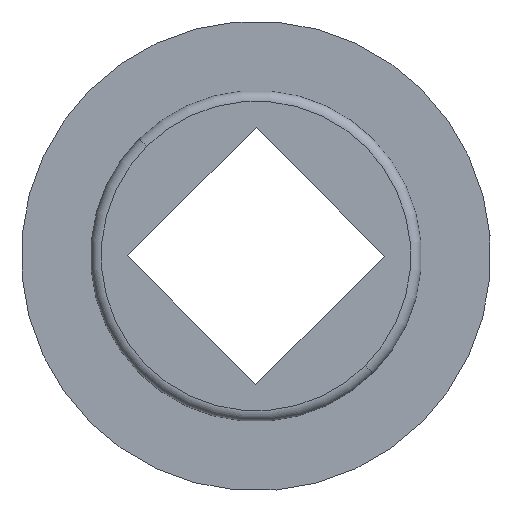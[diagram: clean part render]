
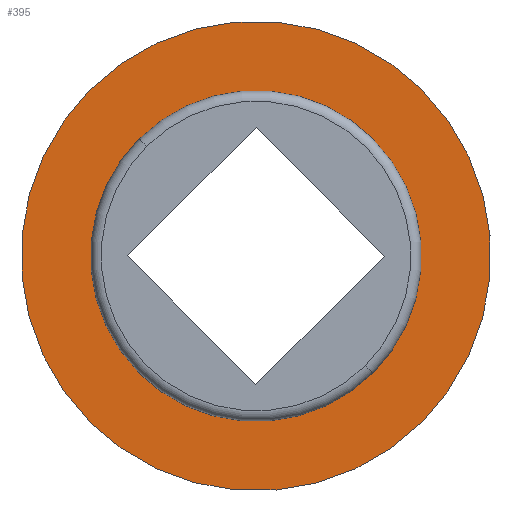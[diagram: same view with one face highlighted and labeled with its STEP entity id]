
A CAD part, front view. The second image highlights one B-rep face of the part: STEP entity #395.
In plain terms, the highlighted planar face has unit normal (0, -1, 0).
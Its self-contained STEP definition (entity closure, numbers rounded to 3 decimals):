
#12 = CARTESIAN_POINT ( 'NONE',  ( 0., 1.8, -11. ) ) ;
#15 = EDGE_CURVE ( 'NONE', #305, #396, #440, .T. ) ;
#28 = EDGE_CURVE ( 'NONE', #109, #102, #30, .T. ) ;
#30 = CIRCLE ( 'NONE', #65, 7.75 ) ;
#31 = ORIENTED_EDGE ( 'NONE', *, *, #138, .T. ) ;
#49 = DIRECTION ( 'NONE',  ( 0., -1., 0. ) ) ;
#62 = EDGE_LOOP ( 'NONE', ( #167, #31 ) ) ;
#64 = DIRECTION ( 'NONE',  ( 0., -1., 0. ) ) ;
#65 = AXIS2_PLACEMENT_3D ( 'NONE', #238, #306, #68 ) ;
#68 = DIRECTION ( 'NONE',  ( 0., 0., -1. ) ) ;
#81 = FACE_OUTER_BOUND ( 'NONE', #62, .T. ) ;
#85 = DIRECTION ( 'NONE',  ( 0., -1., 0. ) ) ;
#86 = AXIS2_PLACEMENT_3D ( 'NONE', #419, #85, #320 ) ;
#102 = VERTEX_POINT ( 'NONE', #444 ) ;
#109 = VERTEX_POINT ( 'NONE', #251 ) ;
#118 = DIRECTION ( 'NONE',  ( 0., 0., -1. ) ) ;
#138 = EDGE_CURVE ( 'NONE', #396, #305, #358, .T. ) ;
#146 = DIRECTION ( 'NONE',  ( 0., 0., -1. ) ) ;
#156 = AXIS2_PLACEMENT_3D ( 'NONE', #239, #64, #338 ) ;
#167 = ORIENTED_EDGE ( 'NONE', *, *, #15, .T. ) ;
#217 = DIRECTION ( 'NONE',  ( 0., -1., 0. ) ) ;
#218 = EDGE_LOOP ( 'NONE', ( #422, #266 ) ) ;
#231 = CIRCLE ( 'NONE', #86, 7.75 ) ;
#238 = CARTESIAN_POINT ( 'NONE',  ( 0., 1.8, 0. ) ) ;
#239 = CARTESIAN_POINT ( 'NONE',  ( 0., 1.8, 0. ) ) ;
#247 = AXIS2_PLACEMENT_3D ( 'NONE', #406, #49, #118 ) ;
#251 = CARTESIAN_POINT ( 'NONE',  ( 0., 1.8, 7.75 ) ) ;
#256 = FACE_BOUND ( 'NONE', #218, .T. ) ;
#266 = ORIENTED_EDGE ( 'NONE', *, *, #28, .F. ) ;
#284 = PLANE ( 'NONE',  #247 ) ;
#305 = VERTEX_POINT ( 'NONE', #12 ) ;
#306 = DIRECTION ( 'NONE',  ( 0., -1., 0. ) ) ;
#312 = CARTESIAN_POINT ( 'NONE',  ( 0., 1.8, 0. ) ) ;
#320 = DIRECTION ( 'NONE',  ( 0., 0., -1. ) ) ;
#338 = DIRECTION ( 'NONE',  ( 0., 0., -1. ) ) ;
#358 = CIRCLE ( 'NONE', #424, 11. ) ;
#383 = CARTESIAN_POINT ( 'NONE',  ( 0., 1.8, 11. ) ) ;
#395 = ADVANCED_FACE ( 'NONE', ( #81, #256 ), #284, .T. ) ;
#396 = VERTEX_POINT ( 'NONE', #383 ) ;
#406 = CARTESIAN_POINT ( 'NONE',  ( 11., 1.8, 0. ) ) ;
#409 = EDGE_CURVE ( 'NONE', #102, #109, #231, .T. ) ;
#419 = CARTESIAN_POINT ( 'NONE',  ( 0., 1.8, 0. ) ) ;
#422 = ORIENTED_EDGE ( 'NONE', *, *, #409, .F. ) ;
#424 = AXIS2_PLACEMENT_3D ( 'NONE', #312, #217, #146 ) ;
#440 = CIRCLE ( 'NONE', #156, 11. ) ;
#444 = CARTESIAN_POINT ( 'NONE',  ( 0., 1.8, -7.75 ) ) ;
